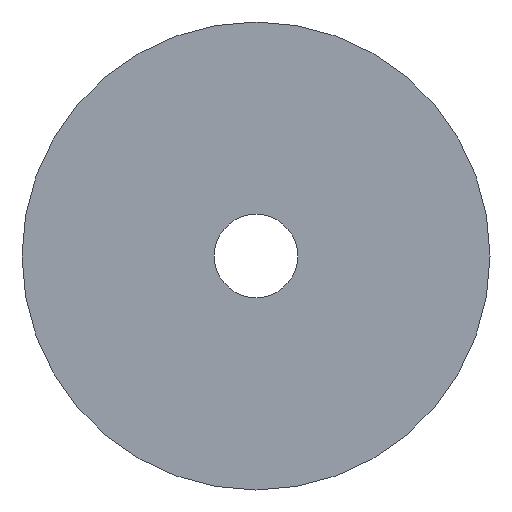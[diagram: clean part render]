
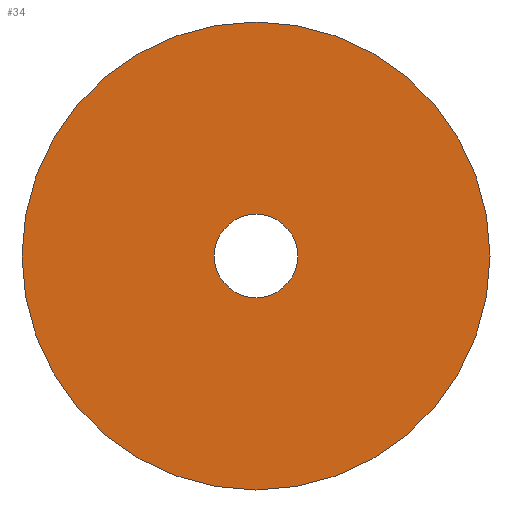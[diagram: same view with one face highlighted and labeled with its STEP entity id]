
A CAD part, left-side view. The second image highlights one B-rep face of the part: STEP entity #34.
In plain terms, the highlighted planar face has unit normal (-1, 0, 0).
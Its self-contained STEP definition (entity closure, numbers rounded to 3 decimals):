
#20 = CARTESIAN_POINT ( 'NONE',  ( 0., 2.501, -2.5 ) ) ;
#21 = DIRECTION ( 'NONE',  ( -1., 0., 0. ) ) ;
#24 = DIRECTION ( 'NONE',  ( 1., 0., 0. ) ) ;
#34 = ADVANCED_FACE ( 'NONE', ( #91, #121 ), #376, .T. ) ;
#38 = EDGE_CURVE ( 'NONE', #53, #200, #69, .T. ) ;
#40 = CARTESIAN_POINT ( 'NONE',  ( 0., 2.501, 0. ) ) ;
#41 = DIRECTION ( 'NONE',  ( 1., 0., 0. ) ) ;
#46 = CARTESIAN_POINT ( 'NONE',  ( 0., 2.501, 0. ) ) ;
#53 = VERTEX_POINT ( 'NONE', #380 ) ;
#69 = CIRCLE ( 'NONE', #282, 14. ) ;
#74 = DIRECTION ( 'NONE',  ( 0., 0., -1. ) ) ;
#75 = ORIENTED_EDGE ( 'NONE', *, *, #381, .T. ) ;
#80 = ORIENTED_EDGE ( 'NONE', *, *, #187, .T. ) ;
#83 = VERTEX_POINT ( 'NONE', #216 ) ;
#91 = FACE_BOUND ( 'NONE', #299, .T. ) ;
#99 = AXIS2_PLACEMENT_3D ( 'NONE', #205, #24, #243 ) ;
#115 = CARTESIAN_POINT ( 'NONE',  ( 0., 2.501, 0. ) ) ;
#119 = AXIS2_PLACEMENT_3D ( 'NONE', #46, #41, #74 ) ;
#121 = FACE_OUTER_BOUND ( 'NONE', #173, .T. ) ;
#164 = DIRECTION ( 'NONE',  ( -1., 0., 0. ) ) ;
#166 = CARTESIAN_POINT ( 'NONE',  ( 0., 2.501, 14. ) ) ;
#173 = EDGE_LOOP ( 'NONE', ( #80, #255 ) ) ;
#178 = CARTESIAN_POINT ( 'NONE',  ( 0., -11.499, 0. ) ) ;
#187 = EDGE_CURVE ( 'NONE', #200, #53, #206, .T. ) ;
#194 = DIRECTION ( 'NONE',  ( 0., 0., 1. ) ) ;
#198 = CIRCLE ( 'NONE', #99, 2.5 ) ;
#200 = VERTEX_POINT ( 'NONE', #166 ) ;
#205 = CARTESIAN_POINT ( 'NONE',  ( 0., 2.501, 0. ) ) ;
#206 = CIRCLE ( 'NONE', #312, 14. ) ;
#216 = CARTESIAN_POINT ( 'NONE',  ( 0., 2.501, 2.5 ) ) ;
#242 = DIRECTION ( 'NONE',  ( -1., 0., 0. ) ) ;
#243 = DIRECTION ( 'NONE',  ( 0., 0., -1. ) ) ;
#255 = ORIENTED_EDGE ( 'NONE', *, *, #38, .T. ) ;
#264 = EDGE_CURVE ( 'NONE', #83, #357, #358, .T. ) ;
#267 = DIRECTION ( 'NONE',  ( 0., 0., 1. ) ) ;
#282 = AXIS2_PLACEMENT_3D ( 'NONE', #115, #21, #365 ) ;
#299 = EDGE_LOOP ( 'NONE', ( #75, #321 ) ) ;
#312 = AXIS2_PLACEMENT_3D ( 'NONE', #40, #164, #194 ) ;
#321 = ORIENTED_EDGE ( 'NONE', *, *, #264, .T. ) ;
#357 = VERTEX_POINT ( 'NONE', #20 ) ;
#358 = CIRCLE ( 'NONE', #119, 2.5 ) ;
#365 = DIRECTION ( 'NONE',  ( 0., 0., 1. ) ) ;
#376 = PLANE ( 'NONE',  #406 ) ;
#380 = CARTESIAN_POINT ( 'NONE',  ( 0., 2.501, -14. ) ) ;
#381 = EDGE_CURVE ( 'NONE', #357, #83, #198, .T. ) ;
#406 = AXIS2_PLACEMENT_3D ( 'NONE', #178, #242, #267 ) ;
